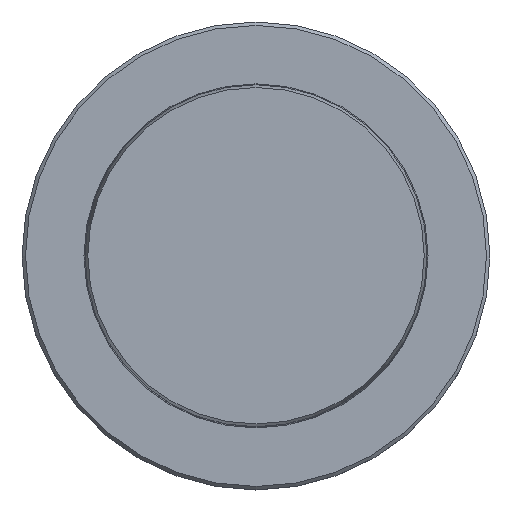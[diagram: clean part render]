
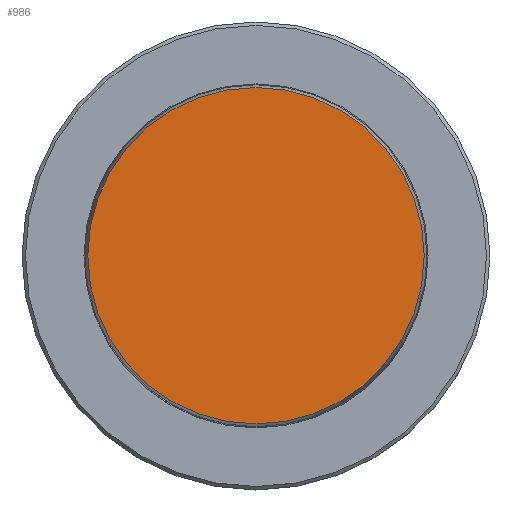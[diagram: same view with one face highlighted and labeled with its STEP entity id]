
A CAD part, top view. The second image highlights one B-rep face of the part: STEP entity #986.
In plain terms, the highlighted planar face has unit normal (0, 0, 1).
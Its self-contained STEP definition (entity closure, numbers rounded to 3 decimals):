
#203=PLANE('',#5028);
#986=ADVANCED_FACE('CU_VLE_SU_1',(#1322),#203,.T.);
#1322=FACE_OUTER_BOUND('',#1562,.T.);
#1562=EDGE_LOOP('',(#2284));
#1995=CIRCLE('',#5027,24.446);
#2284=ORIENTED_EDGE('',*,*,#4067,.T.);
#3579=VERTEX_POINT('',#7267);
#4067=EDGE_CURVE('',#3579,#3579,#1995,.T.);
#5027=AXIS2_PLACEMENT_3D('',#7266,#5649,#5650);
#5028=AXIS2_PLACEMENT_3D('',#7268,#5651,#5652);
#5649=DIRECTION('',(0.,0.,1.));
#5650=DIRECTION('',(1.,0.,0.));
#5651=DIRECTION('',(0.,0.,1.));
#5652=DIRECTION('',(1.,0.,0.));
#7266=CARTESIAN_POINT('',(0.,0.,18.));
#7267=CARTESIAN_POINT('',(24.446,0.,18.));
#7268=CARTESIAN_POINT('',(0.,0.,18.));
